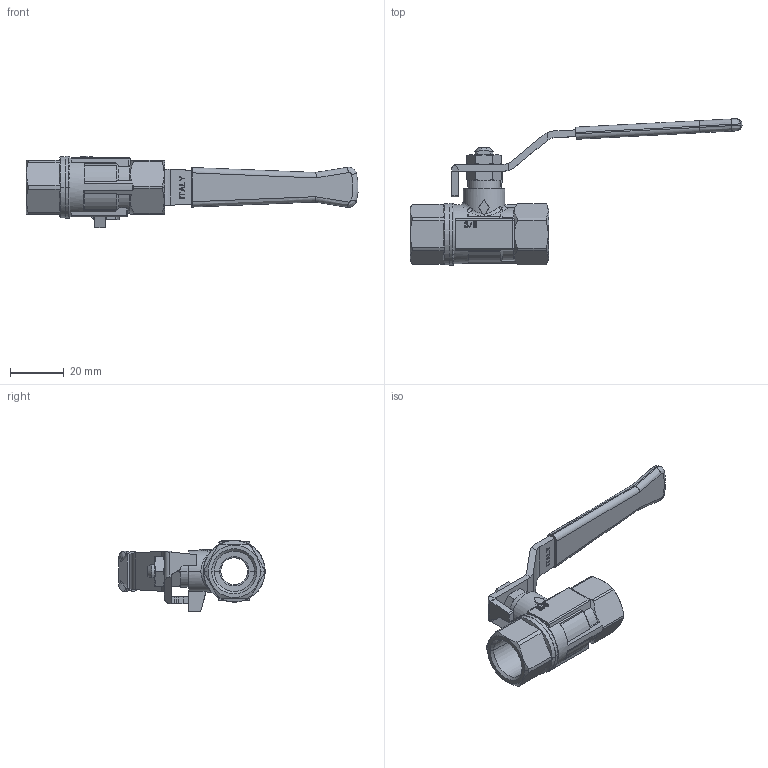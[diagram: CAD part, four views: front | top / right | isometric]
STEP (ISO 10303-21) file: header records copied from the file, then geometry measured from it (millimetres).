
FILE_DESCRIPTION(('Creo Elements/Direct Modeling STEP Export'),'2;1');
FILE_NAME('5980030000.stp','2021-05-26T11:49:01',(''),(''),'Creo Elements/Direct Modeling STEP processor for AP214 (Solid Model)','Creo Elements/Direct Modeling 20.1D 10-Oct-2020 (C) Parametric Technology GmbH','');
FILE_SCHEMA(('AUTOMOTIVE_DESIGN { 1 0 10303 214 1 1 1 1 }'));
Length unit declared in the file: millimetre
Products named in the file (2): 5980030000
Assembly tree (1 placements, depth 2):
  5980030000
    5980030000
Bounding box: 123.37 x 54.44 x 26.5 mm (x, y, z)
Volume: 19966.3 mm3; surface area: 11370.5 mm2
Topology: 1 solids, 1 shells, 502 faces, 1348 edges, 867 vertices
Faces by surface type: plane 307, cylinder 81, cone 77, bspline 21, torus 9, sphere 4, extrusion 3
Entity records: 25848 total; most frequent: CARTESIAN_POINT 13609, ORIENTED_EDGE 2684, DIRECTION 2108, EDGE_CURVE 1342, VERTEX_POINT 867, VECTOR 856, LINE 853, AXIS2_PLACEMENT_3D 626
